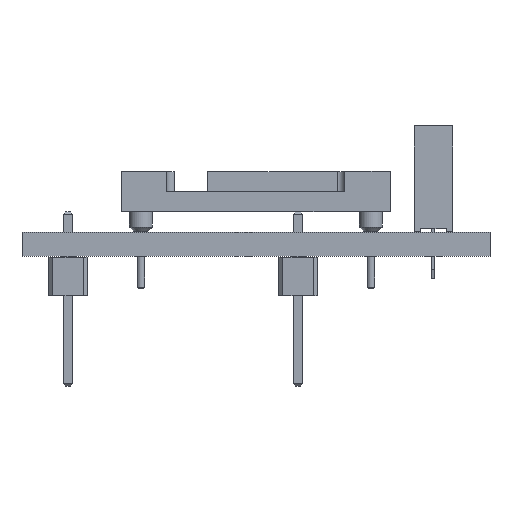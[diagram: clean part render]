
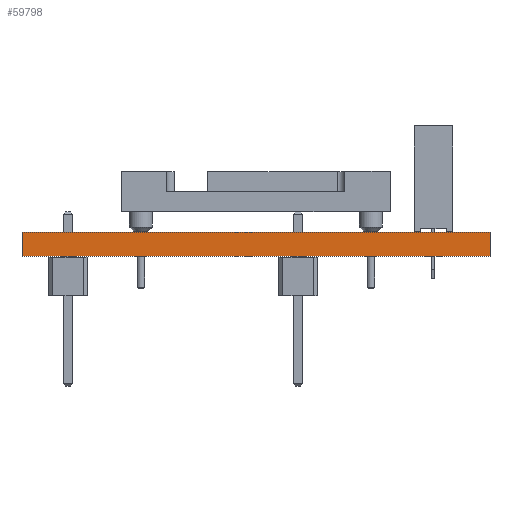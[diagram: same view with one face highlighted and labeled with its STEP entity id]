
A CAD part, front view. The second image highlights one B-rep face of the part: STEP entity #59798.
In plain terms, the highlighted planar face has unit normal (0, -1, 0).
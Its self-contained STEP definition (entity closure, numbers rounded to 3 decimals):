
#59798 = ADVANCED_FACE('',(#59799),#59813,.T.);
#59799 = FACE_BOUND('',#59800,.T.);
#59800 = EDGE_LOOP('',(#59801,#59836,#59864,#59892));
#59801 = ORIENTED_EDGE('',*,*,#59802,.T.);
#59802 = EDGE_CURVE('',#59803,#59805,#59807,.T.);
#59803 = VERTEX_POINT('',#59804);
#59804 = CARTESIAN_POINT('',(15.5,-22.,0.));
#59805 = VERTEX_POINT('',#59806);
#59806 = CARTESIAN_POINT('',(15.5,-22.,1.6));
#59807 = SURFACE_CURVE('',#59808,(#59812,#59824),.PCURVE_S1.);
#59808 = LINE('',#59809,#59810);
#59809 = CARTESIAN_POINT('',(15.5,-22.,0.));
#59810 = VECTOR('',#59811,1.);
#59811 = DIRECTION('',(0.,0.,1.));
#59812 = PCURVE('',#59813,#59818);
#59813 = PLANE('',#59814);
#59814 = AXIS2_PLACEMENT_3D('',#59815,#59816,#59817);
#59815 = CARTESIAN_POINT('',(15.5,-22.,0.));
#59816 = DIRECTION('',(0.,-1.,0.));
#59817 = DIRECTION('',(-1.,0.,0.));
#59818 = DEFINITIONAL_REPRESENTATION('',(#59819),#59823);
#59819 = LINE('',#59820,#59821);
#59820 = CARTESIAN_POINT('',(0.,-0.));
#59821 = VECTOR('',#59822,1.);
#59822 = DIRECTION('',(0.,-1.));
#59823 = ( GEOMETRIC_REPRESENTATION_CONTEXT(2) 
PARAMETRIC_REPRESENTATION_CONTEXT() REPRESENTATION_CONTEXT('2D SPACE',''
  ) );
#59824 = PCURVE('',#59825,#59830);
#59825 = PLANE('',#59826);
#59826 = AXIS2_PLACEMENT_3D('',#59827,#59828,#59829);
#59827 = CARTESIAN_POINT('',(15.5,22.,0.));
#59828 = DIRECTION('',(1.,0.,-0.));
#59829 = DIRECTION('',(0.,-1.,0.));
#59830 = DEFINITIONAL_REPRESENTATION('',(#59831),#59835);
#59831 = LINE('',#59832,#59833);
#59832 = CARTESIAN_POINT('',(44.,0.));
#59833 = VECTOR('',#59834,1.);
#59834 = DIRECTION('',(0.,-1.));
#59835 = ( GEOMETRIC_REPRESENTATION_CONTEXT(2) 
PARAMETRIC_REPRESENTATION_CONTEXT() REPRESENTATION_CONTEXT('2D SPACE',''
  ) );
#59836 = ORIENTED_EDGE('',*,*,#59837,.T.);
#59837 = EDGE_CURVE('',#59805,#59838,#59840,.T.);
#59838 = VERTEX_POINT('',#59839);
#59839 = CARTESIAN_POINT('',(-15.5,-22.,1.6));
#59840 = SURFACE_CURVE('',#59841,(#59845,#59852),.PCURVE_S1.);
#59841 = LINE('',#59842,#59843);
#59842 = CARTESIAN_POINT('',(15.5,-22.,1.6));
#59843 = VECTOR('',#59844,1.);
#59844 = DIRECTION('',(-1.,0.,0.));
#59845 = PCURVE('',#59813,#59846);
#59846 = DEFINITIONAL_REPRESENTATION('',(#59847),#59851);
#59847 = LINE('',#59848,#59849);
#59848 = CARTESIAN_POINT('',(0.,-1.6));
#59849 = VECTOR('',#59850,1.);
#59850 = DIRECTION('',(1.,0.));
#59851 = ( GEOMETRIC_REPRESENTATION_CONTEXT(2) 
PARAMETRIC_REPRESENTATION_CONTEXT() REPRESENTATION_CONTEXT('2D SPACE',''
  ) );
#59852 = PCURVE('',#59853,#59858);
#59853 = PLANE('',#59854);
#59854 = AXIS2_PLACEMENT_3D('',#59855,#59856,#59857);
#59855 = CARTESIAN_POINT('',(0.,0.,1.6));
#59856 = DIRECTION('',(-0.,-0.,-1.));
#59857 = DIRECTION('',(-1.,0.,0.));
#59858 = DEFINITIONAL_REPRESENTATION('',(#59859),#59863);
#59859 = LINE('',#59860,#59861);
#59860 = CARTESIAN_POINT('',(-15.5,-22.));
#59861 = VECTOR('',#59862,1.);
#59862 = DIRECTION('',(1.,0.));
#59863 = ( GEOMETRIC_REPRESENTATION_CONTEXT(2) 
PARAMETRIC_REPRESENTATION_CONTEXT() REPRESENTATION_CONTEXT('2D SPACE',''
  ) );
#59864 = ORIENTED_EDGE('',*,*,#59865,.F.);
#59865 = EDGE_CURVE('',#59866,#59838,#59868,.T.);
#59866 = VERTEX_POINT('',#59867);
#59867 = CARTESIAN_POINT('',(-15.5,-22.,0.));
#59868 = SURFACE_CURVE('',#59869,(#59873,#59880),.PCURVE_S1.);
#59869 = LINE('',#59870,#59871);
#59870 = CARTESIAN_POINT('',(-15.5,-22.,0.));
#59871 = VECTOR('',#59872,1.);
#59872 = DIRECTION('',(0.,0.,1.));
#59873 = PCURVE('',#59813,#59874);
#59874 = DEFINITIONAL_REPRESENTATION('',(#59875),#59879);
#59875 = LINE('',#59876,#59877);
#59876 = CARTESIAN_POINT('',(31.,0.));
#59877 = VECTOR('',#59878,1.);
#59878 = DIRECTION('',(0.,-1.));
#59879 = ( GEOMETRIC_REPRESENTATION_CONTEXT(2) 
PARAMETRIC_REPRESENTATION_CONTEXT() REPRESENTATION_CONTEXT('2D SPACE',''
  ) );
#59880 = PCURVE('',#59881,#59886);
#59881 = PLANE('',#59882);
#59882 = AXIS2_PLACEMENT_3D('',#59883,#59884,#59885);
#59883 = CARTESIAN_POINT('',(-15.5,-22.,0.));
#59884 = DIRECTION('',(-1.,0.,0.));
#59885 = DIRECTION('',(0.,1.,0.));
#59886 = DEFINITIONAL_REPRESENTATION('',(#59887),#59891);
#59887 = LINE('',#59888,#59889);
#59888 = CARTESIAN_POINT('',(0.,0.));
#59889 = VECTOR('',#59890,1.);
#59890 = DIRECTION('',(0.,-1.));
#59891 = ( GEOMETRIC_REPRESENTATION_CONTEXT(2) 
PARAMETRIC_REPRESENTATION_CONTEXT() REPRESENTATION_CONTEXT('2D SPACE',''
  ) );
#59892 = ORIENTED_EDGE('',*,*,#59893,.F.);
#59893 = EDGE_CURVE('',#59803,#59866,#59894,.T.);
#59894 = SURFACE_CURVE('',#59895,(#59899,#59906),.PCURVE_S1.);
#59895 = LINE('',#59896,#59897);
#59896 = CARTESIAN_POINT('',(15.5,-22.,0.));
#59897 = VECTOR('',#59898,1.);
#59898 = DIRECTION('',(-1.,0.,0.));
#59899 = PCURVE('',#59813,#59900);
#59900 = DEFINITIONAL_REPRESENTATION('',(#59901),#59905);
#59901 = LINE('',#59902,#59903);
#59902 = CARTESIAN_POINT('',(0.,-0.));
#59903 = VECTOR('',#59904,1.);
#59904 = DIRECTION('',(1.,0.));
#59905 = ( GEOMETRIC_REPRESENTATION_CONTEXT(2) 
PARAMETRIC_REPRESENTATION_CONTEXT() REPRESENTATION_CONTEXT('2D SPACE',''
  ) );
#59906 = PCURVE('',#59907,#59912);
#59907 = PLANE('',#59908);
#59908 = AXIS2_PLACEMENT_3D('',#59909,#59910,#59911);
#59909 = CARTESIAN_POINT('',(0.,0.,0.));
#59910 = DIRECTION('',(-0.,-0.,-1.));
#59911 = DIRECTION('',(-1.,0.,0.));
#59912 = DEFINITIONAL_REPRESENTATION('',(#59913),#59917);
#59913 = LINE('',#59914,#59915);
#59914 = CARTESIAN_POINT('',(-15.5,-22.));
#59915 = VECTOR('',#59916,1.);
#59916 = DIRECTION('',(1.,0.));
#59917 = ( GEOMETRIC_REPRESENTATION_CONTEXT(2) 
PARAMETRIC_REPRESENTATION_CONTEXT() REPRESENTATION_CONTEXT('2D SPACE',''
  ) );
